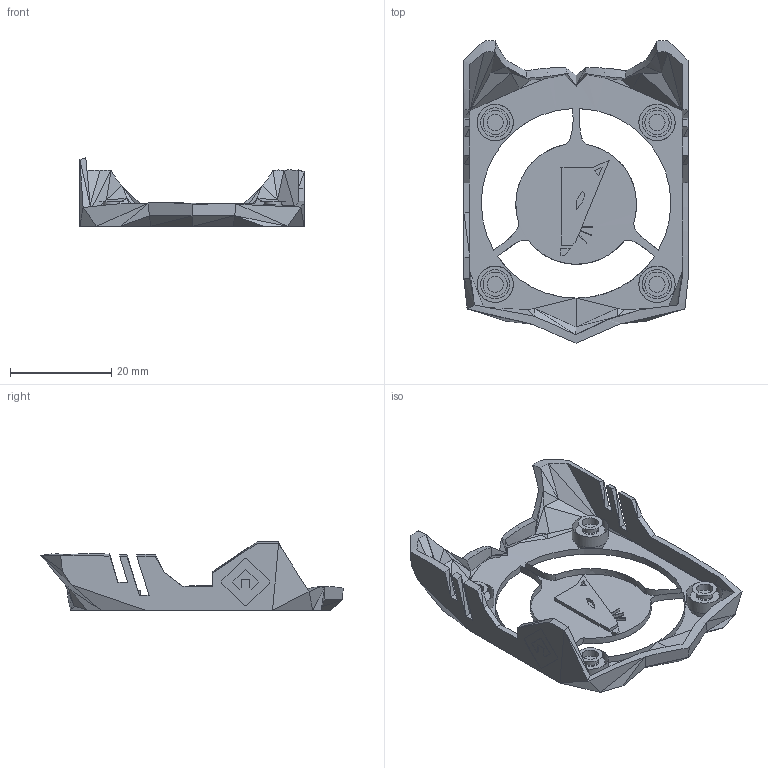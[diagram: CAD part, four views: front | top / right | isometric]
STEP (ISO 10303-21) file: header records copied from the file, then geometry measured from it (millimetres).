
FILE_DESCRIPTION(/* description */ (''),/* implementation_level */ '2;1');
FILE_NAME(/* name */ 'ratrig_eva_shroud.step',/* time_stamp */ '2022-10-20T15:39:08+01:00',/* author */ (''),/* organization */ (''),/* preprocessor_version */ 'ST-DEVELOPER v19',/* originating_system */ 'Autodesk Translation Framework v11.7.0.108',/* authorisation */ '');
FILE_SCHEMA (('AUTOMOTIVE_DESIGN { 1 0 10303 214 3 1 1 }'));
Length unit declared in the file: millimetre
Products named in the file (1): ratrig_eva_shroud
Bounding box: 44.36 x 59.78 x 13.58 mm (x, y, z)
Volume: 2608.5 mm3; surface area: 7323.3 mm2
Topology: 1 solids, 1 shells, 257 faces, 589 edges, 344 vertices
Faces by surface type: plane 214, cylinder 15, cone 14, sphere 8, bspline 6
Full cylindrical faces by diameter (mm): 3.2 x4, 5.76 x4, 7.166 x4
Entity records: 8511 total; most frequent: CARTESIAN_POINT 2937, ORIENTED_EDGE 1154, DIRECTION 1087, EDGE_CURVE 577, LINE 385, VECTOR 385, AXIS2_PLACEMENT_3D 351, VERTEX_POINT 343
